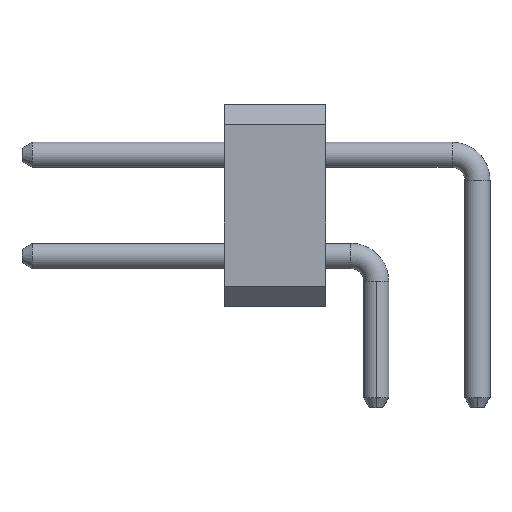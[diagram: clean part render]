
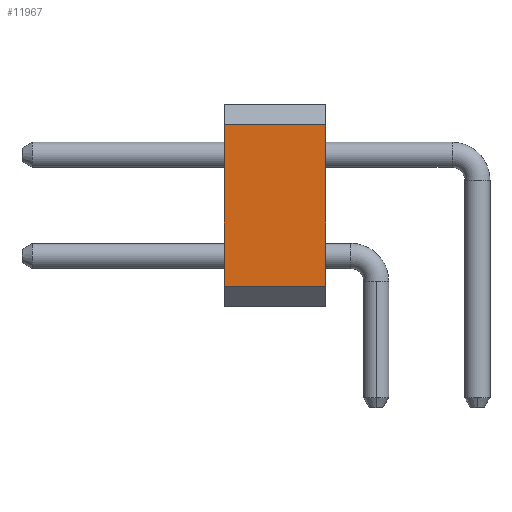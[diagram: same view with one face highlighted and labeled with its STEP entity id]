
A CAD part, left-side view. The second image highlights one B-rep face of the part: STEP entity #11967.
In plain terms, the highlighted planar face has unit normal (-1, 0, 0).
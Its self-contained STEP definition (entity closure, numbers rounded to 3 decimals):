
#10112 = PLANE('',#10113);
#10113 = AXIS2_PLACEMENT_3D('',#10114,#10115,#10116);
#10114 = CARTESIAN_POINT('',(0.,0.,0.));
#10115 = DIRECTION('',(0.,1.,0.));
#10116 = DIRECTION('',(0.,0.,1.));
#10767 = PLANE('',#10768);
#10768 = AXIS2_PLACEMENT_3D('',#10769,#10770,#10771);
#10769 = CARTESIAN_POINT('',(0.,2.,0.));
#10770 = DIRECTION('',(0.,1.,0.));
#10771 = DIRECTION('',(0.,0.,1.));
#10880 = EDGE_CURVE('',#10881,#10883,#10885,.T.);
#10881 = VERTEX_POINT('',#10882);
#10882 = CARTESIAN_POINT('',(0.1,2.,3.6));
#10883 = VERTEX_POINT('',#10884);
#10884 = CARTESIAN_POINT('',(0.1,2.,0.4));
#10885 = SURFACE_CURVE('',#10886,(#10890,#10897),.PCURVE_S1.);
#10886 = LINE('',#10887,#10888);
#10887 = CARTESIAN_POINT('',(0.1,2.,4.));
#10888 = VECTOR('',#10889,1.);
#10889 = DIRECTION('',(0.,0.,-1.));
#10890 = PCURVE('',#10767,#10891);
#10891 = DEFINITIONAL_REPRESENTATION('',(#10892),#10896);
#10892 = LINE('',#10893,#10894);
#10893 = CARTESIAN_POINT('',(4.,0.1));
#10894 = VECTOR('',#10895,1.);
#10895 = DIRECTION('',(-1.,0.));
#10896 = ( GEOMETRIC_REPRESENTATION_CONTEXT(2) 
PARAMETRIC_REPRESENTATION_CONTEXT() REPRESENTATION_CONTEXT('2D SPACE',''
  ) );
#10897 = PCURVE('',#10898,#10903);
#10898 = PLANE('',#10899);
#10899 = AXIS2_PLACEMENT_3D('',#10900,#10901,#10902);
#10900 = CARTESIAN_POINT('',(0.1,-3.25,4.));
#10901 = DIRECTION('',(1.,0.,0.));
#10902 = DIRECTION('',(0.,0.,-1.));
#10903 = DEFINITIONAL_REPRESENTATION('',(#10904),#10908);
#10904 = LINE('',#10905,#10906);
#10905 = CARTESIAN_POINT('',(0.,5.25));
#10906 = VECTOR('',#10907,1.);
#10907 = DIRECTION('',(1.,0.));
#10908 = ( GEOMETRIC_REPRESENTATION_CONTEXT(2) 
PARAMETRIC_REPRESENTATION_CONTEXT() REPRESENTATION_CONTEXT('2D SPACE',''
  ) );
#10926 = PLANE('',#10927);
#10927 = AXIS2_PLACEMENT_3D('',#10928,#10929,#10930);
#10928 = CARTESIAN_POINT('',(0.5,2.,4.));
#10929 = DIRECTION('',(0.707,0.,-0.707));
#10930 = DIRECTION('',(0.,-1.,0.));
#11092 = PLANE('',#11093);
#11093 = AXIS2_PLACEMENT_3D('',#11094,#11095,#11096);
#11094 = CARTESIAN_POINT('',(0.,2.,0.5));
#11095 = DIRECTION('',(0.707,0.,0.707));
#11096 = DIRECTION('',(0.,-1.,0.));
#11429 = VERTEX_POINT('',#11430);
#11430 = CARTESIAN_POINT('',(0.1,0.,3.6));
#11451 = EDGE_CURVE('',#11429,#11452,#11454,.T.);
#11452 = VERTEX_POINT('',#11453);
#11453 = CARTESIAN_POINT('',(0.1,0.,0.4));
#11454 = SURFACE_CURVE('',#11455,(#11459,#11466),.PCURVE_S1.);
#11455 = LINE('',#11456,#11457);
#11456 = CARTESIAN_POINT('',(0.1,0.,0.));
#11457 = VECTOR('',#11458,1.);
#11458 = DIRECTION('',(0.,0.,-1.));
#11459 = PCURVE('',#10112,#11460);
#11460 = DEFINITIONAL_REPRESENTATION('',(#11461),#11465);
#11461 = LINE('',#11462,#11463);
#11462 = CARTESIAN_POINT('',(0.,0.1));
#11463 = VECTOR('',#11464,1.);
#11464 = DIRECTION('',(-1.,0.));
#11465 = ( GEOMETRIC_REPRESENTATION_CONTEXT(2) 
PARAMETRIC_REPRESENTATION_CONTEXT() REPRESENTATION_CONTEXT('2D SPACE',''
  ) );
#11466 = PCURVE('',#10898,#11467);
#11467 = DEFINITIONAL_REPRESENTATION('',(#11468),#11472);
#11468 = LINE('',#11469,#11470);
#11469 = CARTESIAN_POINT('',(4.,3.25));
#11470 = VECTOR('',#11471,1.);
#11471 = DIRECTION('',(1.,0.));
#11472 = ( GEOMETRIC_REPRESENTATION_CONTEXT(2) 
PARAMETRIC_REPRESENTATION_CONTEXT() REPRESENTATION_CONTEXT('2D SPACE',''
  ) );
#11557 = EDGE_CURVE('',#11429,#10881,#11558,.T.);
#11558 = SURFACE_CURVE('',#11559,(#11563,#11570),.PCURVE_S1.);
#11559 = LINE('',#11560,#11561);
#11560 = CARTESIAN_POINT('',(0.1,2.,3.6));
#11561 = VECTOR('',#11562,1.);
#11562 = DIRECTION('',(0.,1.,0.));
#11563 = PCURVE('',#10926,#11564);
#11564 = DEFINITIONAL_REPRESENTATION('',(#11565),#11569);
#11565 = LINE('',#11566,#11567);
#11566 = CARTESIAN_POINT('',(-0.,0.566));
#11567 = VECTOR('',#11568,1.);
#11568 = DIRECTION('',(-1.,0.));
#11569 = ( GEOMETRIC_REPRESENTATION_CONTEXT(2) 
PARAMETRIC_REPRESENTATION_CONTEXT() REPRESENTATION_CONTEXT('2D SPACE',''
  ) );
#11570 = PCURVE('',#10898,#11571);
#11571 = DEFINITIONAL_REPRESENTATION('',(#11572),#11576);
#11572 = LINE('',#11573,#11574);
#11573 = CARTESIAN_POINT('',(0.4,5.25));
#11574 = VECTOR('',#11575,1.);
#11575 = DIRECTION('',(0.,1.));
#11576 = ( GEOMETRIC_REPRESENTATION_CONTEXT(2) 
PARAMETRIC_REPRESENTATION_CONTEXT() REPRESENTATION_CONTEXT('2D SPACE',''
  ) );
#11584 = EDGE_CURVE('',#10883,#11452,#11585,.T.);
#11585 = SURFACE_CURVE('',#11586,(#11590,#11597),.PCURVE_S1.);
#11586 = LINE('',#11587,#11588);
#11587 = CARTESIAN_POINT('',(0.1,2.,0.4));
#11588 = VECTOR('',#11589,1.);
#11589 = DIRECTION('',(-0.,-1.,-0.));
#11590 = PCURVE('',#11092,#11591);
#11591 = DEFINITIONAL_REPRESENTATION('',(#11592),#11596);
#11592 = LINE('',#11593,#11594);
#11593 = CARTESIAN_POINT('',(0.,0.141));
#11594 = VECTOR('',#11595,1.);
#11595 = DIRECTION('',(1.,0.));
#11596 = ( GEOMETRIC_REPRESENTATION_CONTEXT(2) 
PARAMETRIC_REPRESENTATION_CONTEXT() REPRESENTATION_CONTEXT('2D SPACE',''
  ) );
#11597 = PCURVE('',#10898,#11598);
#11598 = DEFINITIONAL_REPRESENTATION('',(#11599),#11603);
#11599 = LINE('',#11600,#11601);
#11600 = CARTESIAN_POINT('',(3.6,5.25));
#11601 = VECTOR('',#11602,1.);
#11602 = DIRECTION('',(0.,-1.));
#11603 = ( GEOMETRIC_REPRESENTATION_CONTEXT(2) 
PARAMETRIC_REPRESENTATION_CONTEXT() REPRESENTATION_CONTEXT('2D SPACE',''
  ) );
#11967 = ADVANCED_FACE('',(#11968),#10898,.F.);
#11968 = FACE_BOUND('',#11969,.T.);
#11969 = EDGE_LOOP('',(#11970,#11971,#11972,#11973));
#11970 = ORIENTED_EDGE('',*,*,#11557,.T.);
#11971 = ORIENTED_EDGE('',*,*,#10880,.T.);
#11972 = ORIENTED_EDGE('',*,*,#11584,.T.);
#11973 = ORIENTED_EDGE('',*,*,#11451,.F.);
